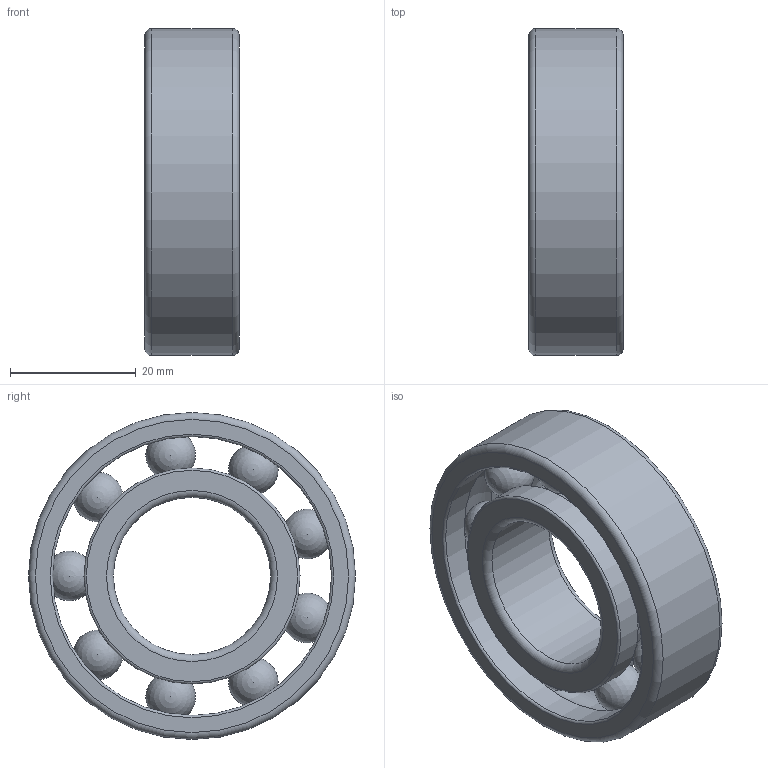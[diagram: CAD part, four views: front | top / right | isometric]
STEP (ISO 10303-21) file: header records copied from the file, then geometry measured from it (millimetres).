
FILE_DESCRIPTION( ( 'STEP AP214' ), '1' );
FILE_NAME( '6205.stp', '2018-11-30T16:18:52', ( '' ), ( '' ), ' ', 'PARTsolutions', ' ' );
FILE_SCHEMA( ( 'AUTOMOTIVE_DESIGN { 1 0 10303 214 1 1 1 1 }' ) );
Length unit declared in the file: millimetre
Products named in the file (5): 6205; _6205_PART1; _6205_PART2; _6205_PART3; _6205_PART4
Assembly tree (20 placements, depth 2):
  6205
    _6205_PART1
    _6205_PART2
    _6205_PART3  x9
    _6205_PART4  x9
Bounding box: 15 x 52 x 52 mm (x, y, z)
Volume: 15912 mm3; surface area: 11044.6 mm2
Topology: 11 solids, 11 shells, 29 faces, 63 edges, 47 vertices
Faces by surface type: torus 10, sphere 9, cylinder 6, plane 4
Full cylindrical faces by diameter (mm): 25 x1, 34.35 x2, 44.358 x2, 52 x1
Entity records: 820 total; most frequent: DIRECTION 124, CARTESIAN_POINT 86, AXIS2_PLACEMENT_3D 62, EDGE_LOOP 40, ORIENTED_EDGE 40, FACE_OUTER_BOUND 36, PRODUCT_DEFINITION_SHAPE 25, VERTEX_POINT 23
